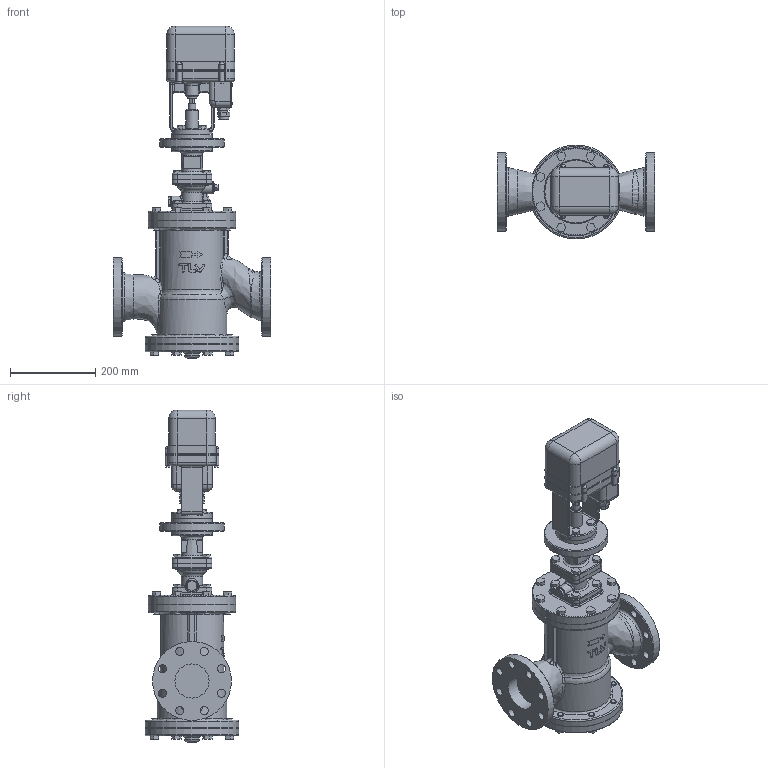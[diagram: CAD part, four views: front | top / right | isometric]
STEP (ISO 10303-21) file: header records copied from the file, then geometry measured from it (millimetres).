
FILE_DESCRIPTION(/* description */ (''),/* implementation_level */ '2;1');
FILE_NAME(/* name */ 'ccr16-080-jis10-00.stp',/* time_stamp */ '2018-01-23T14:53:21+09:00',/* author */ ('nakaot'),/* organization */ (''),/* preprocessor_version */ 'ST-DEVELOPER v15.6',/* originating_system */ 'Autodesk Inventor 2015',/* authorisation */ '');
FILE_SCHEMA (('CONFIG_CONTROL_DESIGN'));
Length unit declared in the file: millimetre
Products named in the file (1): ccr16-080-jis10-00
Bounding box: 370 x 220 x 778 mm (x, y, z)
Volume: 13640675.5 mm3; surface area: 890434 mm2
Topology: 1 solids, 1 shells, 1076 faces, 2663 edges, 1666 vertices
Faces by surface type: plane 569, cylinder 303, bspline 94, torus 90, sphere 12, cone 8
Full cylindrical faces by diameter (mm): 5.5 x4, 5.9 x4, 6 x4, 10 x12, 12 x32, 17 x1, 18 x1, 19 x16, 20 x2, 21 x1, 21.819 x1, 23 x1, 24 x2, 30 x2, 32 x1, 34 x1, 35.809 x1, 45.543 x1, 62.635 x1, 69.584 x1, 80 x2, 95 x3, 135.233 x1, 150 x1, 162.771 x1, 185 x2, 206 x2, 220 x2
Entity records: 36826 total; most frequent: CARTESIAN_POINT 12247, DIRECTION 4957, ORIENTED_EDGE 4946, EDGE_CURVE 2473, AXIS2_PLACEMENT_3D 1802, VERTEX_POINT 1635, EDGE_LOOP 1388, LINE 1353
